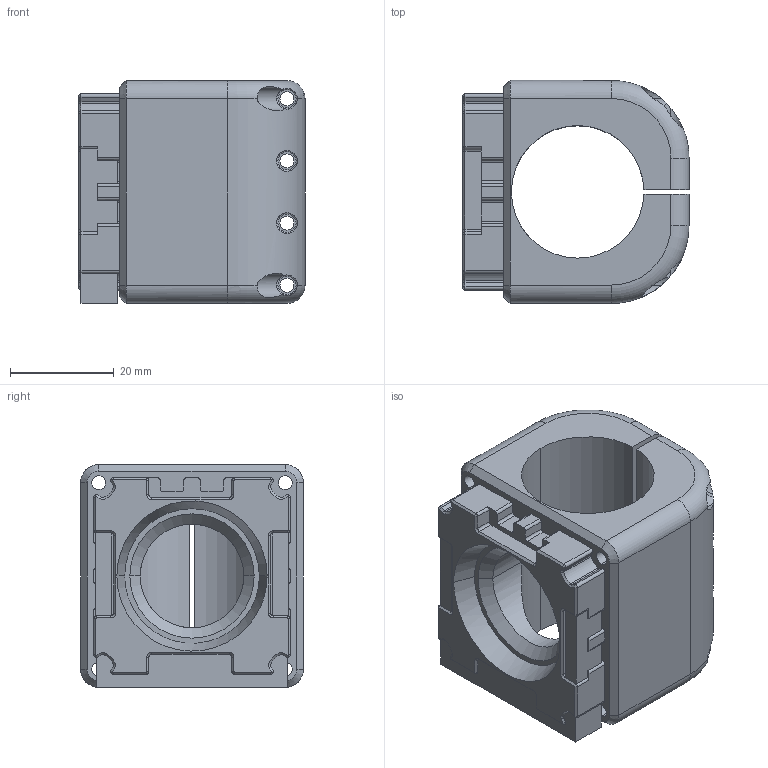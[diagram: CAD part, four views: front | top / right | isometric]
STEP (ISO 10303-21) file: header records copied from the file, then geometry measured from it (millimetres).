
FILE_DESCRIPTION(/* description */ ('VariCAD 2015-2.06 AP-214'),/* implementation_level */ '2;1');
FILE_NAME(/* name */ '0393-27-02d.stp',/* time_stamp */ '2016-05-11T11:51:03-06:00',/* author */ (''),/* organization */ (''),/* preprocessor_version */ 'ST-DEVELOPER v14',/* originating_system */ 'VariCAD 2015-2.06; kernel version (20130303)',/* authorisation */ '');
FILE_SCHEMA (('AUTOMOTIVE_DESIGN'));
Length unit declared in the file: millimetre
Products named in the file (2): 0393-27-02d
Assembly tree (1 placements, depth 2):
  0393-27-02d
    0393-27-02d
Bounding box: 43.65 x 43 x 43 mm (x, y, z)
Volume: 40832.3 mm3; surface area: 17191.7 mm2
Topology: 1 solids, 1 shells, 388 faces, 1104 edges, 716 vertices
Faces by surface type: plane 193, cylinder 139, cone 52, torus 4
Entity records: 13750 total; most frequent: CARTESIAN_POINT 2880, DIRECTION 2214, ORIENTED_EDGE 2208, EDGE_CURVE 1104, AXIS2_PLACEMENT_3D 766, VERTEX_POINT 716, LINE 682, VECTOR 682
